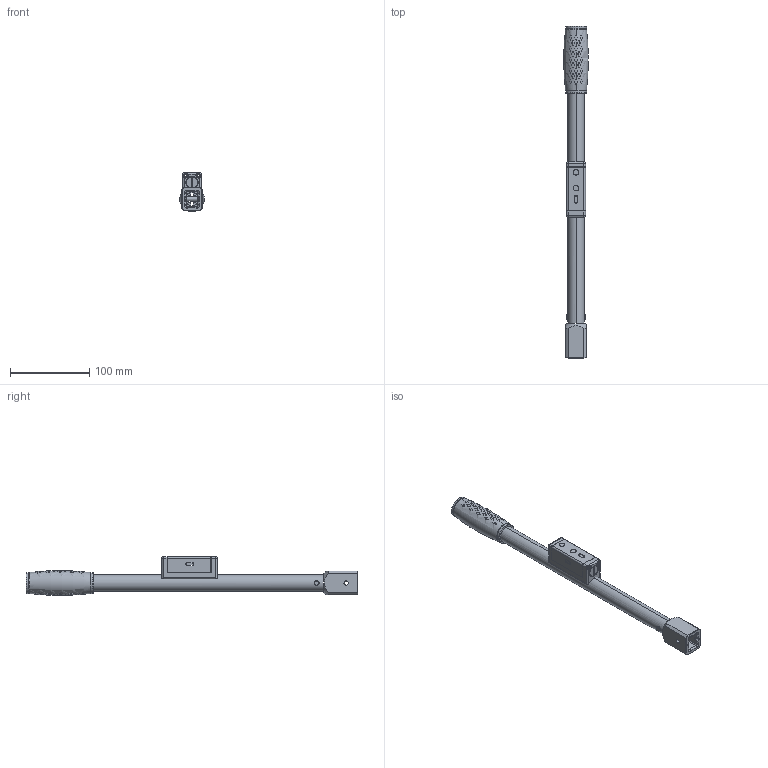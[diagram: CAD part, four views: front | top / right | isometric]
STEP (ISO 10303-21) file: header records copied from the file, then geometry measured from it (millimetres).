
FILE_DESCRIPTION (( 'STEP AP214' ), '1' );
FILE_NAME ('8439004423.STEP', '2017-05-17T08:48:31', ( '' ), ( '' ), 'SwSTEP 2.0', 'SolidWorks 2016', '' );
FILE_SCHEMA (( 'AUTOMOTIVE_DESIGN' ));
Length unit declared in the file: millimetre
Products named in the file (1): 8439004423
Bounding box: 30.93 x 419 x 49.21 mm (x, y, z)
Surface area: 51584.4 mm2 (no closed solid volume)
Topology: 0 solids, 28 shells, 486 faces, 2226 edges, 1649 vertices
Faces by surface type: bspline 252, plane 106, cylinder 81, torus 22, cone 21, sphere 4
Entity records: 41787 total; most frequent: CARTESIAN_POINT 22358, ORIENTED_EDGE 3118, EDGE_CURVE 2193, VERTEX_POINT 1649, DIRECTION 1612, B_SPLINE_CURVE_WITH_KNOTS 1290, LINE 648, VECTOR 648
